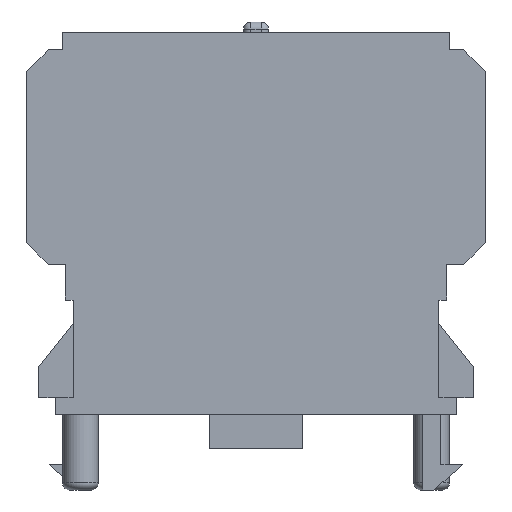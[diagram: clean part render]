
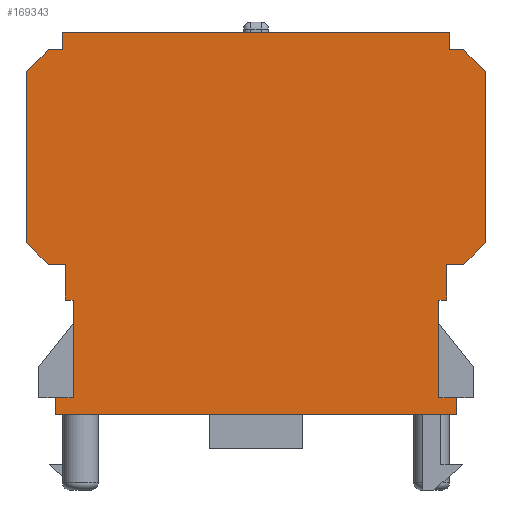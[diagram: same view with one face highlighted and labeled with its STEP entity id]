
A CAD part, left-side view. The second image highlights one B-rep face of the part: STEP entity #169343.
In plain terms, the highlighted planar face has unit normal (-1, 0, 0).
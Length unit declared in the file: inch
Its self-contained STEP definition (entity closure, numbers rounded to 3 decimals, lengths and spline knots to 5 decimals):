
#36083=CARTESIAN_POINT('',(-0.72343,-0.50197,-0.15945));
#36084=VERTEX_POINT('',#36083);
#36091=CARTESIAN_POINT('',(-0.72343,-0.55118,-0.15945));
#36092=VERTEX_POINT('',#36091);
#36093=CARTESIAN_POINT('',(-0.72343,-0.50197,-0.15945));
#36094=DIRECTION('',(0.0,-1.0,0.0));
#36095=VECTOR('',#36094,0.04921);
#36096=LINE('',#36093,#36095);
#36097=EDGE_CURVE('',#36084,#36092,#36096,.T.);
#36627=CARTESIAN_POINT('',(-0.72343,0.55118,-0.15945));
#36628=VERTEX_POINT('',#36627);
#36635=CARTESIAN_POINT('',(-0.72343,0.50197,-0.15945));
#36636=VERTEX_POINT('',#36635);
#36637=CARTESIAN_POINT('',(-0.72343,0.50197,-0.15945));
#36638=DIRECTION('',(0.0,1.0,0.0));
#36639=VECTOR('',#36638,0.04921);
#36640=LINE('',#36637,#36639);
#36641=EDGE_CURVE('',#36636,#36628,#36640,.T.);
#91113=CARTESIAN_POINT('',(-0.72343,-0.5315,0.84252));
#91114=VERTEX_POINT('',#91113);
#91115=CARTESIAN_POINT('',(-0.72343,0.5315,0.84252));
#91116=VERTEX_POINT('',#91115);
#91117=CARTESIAN_POINT('',(-0.72343,-0.5315,0.84252));
#91118=DIRECTION('',(0.0,1.0,0.0));
#91119=VECTOR('',#91118,1.06299);
#91120=LINE('',#91117,#91119);
#91121=EDGE_CURVE('',#91114,#91116,#91120,.T.);
#103712=CARTESIAN_POINT('',(-0.72343,0.5315,0.79528));
#103713=VERTEX_POINT('',#103712);
#103720=CARTESIAN_POINT('',(-0.72343,0.5315,0.84252));
#103721=DIRECTION('',(0.0,0.0,-1.0));
#103722=VECTOR('',#103721,0.04724);
#103723=LINE('',#103720,#103722);
#103724=EDGE_CURVE('',#91116,#103713,#103723,.T.);
#103735=CARTESIAN_POINT('',(-0.72343,-0.5315,0.79528));
#103736=VERTEX_POINT('',#103735);
#103737=CARTESIAN_POINT('',(-0.72343,-0.5315,0.84252));
#103738=DIRECTION('',(0.0,0.0,-1.0));
#103739=VECTOR('',#103738,0.04724);
#103740=LINE('',#103737,#103739);
#103741=EDGE_CURVE('',#91114,#103736,#103740,.T.);
#103884=CARTESIAN_POINT('',(-0.72343,-0.57087,0.79528));
#103885=VERTEX_POINT('',#103884);
#103886=CARTESIAN_POINT('',(-0.72343,-0.57087,0.79528));
#103887=DIRECTION('',(0.0,1.0,0.0));
#103888=VECTOR('',#103887,0.03937);
#103889=LINE('',#103886,#103888);
#103890=EDGE_CURVE('',#103885,#103736,#103889,.T.);
#103940=CARTESIAN_POINT('',(-0.72343,0.57087,0.79528));
#103941=VERTEX_POINT('',#103940);
#103948=CARTESIAN_POINT('',(-0.72343,0.5315,0.79528));
#103949=DIRECTION('',(0.0,1.0,0.0));
#103950=VECTOR('',#103949,0.03937);
#103951=LINE('',#103948,#103950);
#103952=EDGE_CURVE('',#103713,#103941,#103951,.T.);
#145467=CARTESIAN_POINT('',(-0.72343,0.52362,0.20669));
#145468=VERTEX_POINT('',#145467);
#145475=CARTESIAN_POINT('',(-0.72343,0.57087,0.20669));
#145476=VERTEX_POINT('',#145475);
#145477=CARTESIAN_POINT('',(-0.72343,0.57087,0.20669));
#145478=DIRECTION('',(0.0,-1.0,0.0));
#145479=VECTOR('',#145478,0.04724);
#145480=LINE('',#145477,#145479);
#145481=EDGE_CURVE('',#145476,#145468,#145480,.T.);
#145658=CARTESIAN_POINT('',(-0.72343,0.62992,0.73622));
#145659=VERTEX_POINT('',#145658);
#145660=CARTESIAN_POINT('',(-0.72343,0.62992,0.73622));
#145661=DIRECTION('',(0.0,-0.707,0.707));
#145662=VECTOR('',#145661,0.08352);
#145663=LINE('',#145660,#145662);
#145664=EDGE_CURVE('',#145659,#103941,#145663,.T.);
#145738=CARTESIAN_POINT('',(-0.72343,0.62992,0.26575));
#145739=VERTEX_POINT('',#145738);
#145746=CARTESIAN_POINT('',(-0.72343,0.62992,0.26575));
#145747=DIRECTION('',(0.0,0.0,1.0));
#145748=VECTOR('',#145747,0.47047);
#145749=LINE('',#145746,#145748);
#145750=EDGE_CURVE('',#145739,#145659,#145749,.T.);
#145760=CARTESIAN_POINT('',(-0.72343,0.57087,0.20669));
#145761=DIRECTION('',(0.0,0.707,0.707));
#145762=VECTOR('',#145761,0.08352);
#145763=LINE('',#145760,#145762);
#145764=EDGE_CURVE('',#145476,#145739,#145763,.T.);
#147246=CARTESIAN_POINT('',(-0.72343,-0.62992,0.73622));
#147247=VERTEX_POINT('',#147246);
#147248=CARTESIAN_POINT('',(-0.72343,-0.57087,0.79528));
#147249=DIRECTION('',(0.0,-0.707,-0.707));
#147250=VECTOR('',#147249,0.08352);
#147251=LINE('',#147248,#147250);
#147252=EDGE_CURVE('',#103885,#147247,#147251,.T.);
#147335=CARTESIAN_POINT('',(-0.72343,-0.62992,0.26575));
#147336=VERTEX_POINT('',#147335);
#147337=CARTESIAN_POINT('',(-0.72343,-0.62992,0.26575));
#147338=DIRECTION('',(0.0,0.0,1.0));
#147339=VECTOR('',#147338,0.47047);
#147340=LINE('',#147337,#147339);
#147341=EDGE_CURVE('',#147336,#147247,#147340,.T.);
#147367=CARTESIAN_POINT('',(-0.72343,-0.57087,0.20669));
#147368=VERTEX_POINT('',#147367);
#147369=CARTESIAN_POINT('',(-0.72343,-0.62992,0.26575));
#147370=DIRECTION('',(0.,0.707,-0.707));
#147371=VECTOR('',#147370,0.08352);
#147372=LINE('',#147369,#147371);
#147373=EDGE_CURVE('',#147336,#147368,#147372,.T.);
#147389=CARTESIAN_POINT('',(-0.72343,-0.52362,0.20669));
#147390=VERTEX_POINT('',#147389);
#147399=CARTESIAN_POINT('',(-0.72343,-0.52362,0.20669));
#147400=DIRECTION('',(0.0,-1.0,0.0));
#147401=VECTOR('',#147400,0.04724);
#147402=LINE('',#147399,#147401);
#147403=EDGE_CURVE('',#147390,#147368,#147402,.T.);
#161581=CARTESIAN_POINT('',(-0.72343,0.50197,0.10827));
#161582=VERTEX_POINT('',#161581);
#161589=CARTESIAN_POINT('',(-0.72343,0.52362,0.10827));
#161590=VERTEX_POINT('',#161589);
#161591=CARTESIAN_POINT('',(-0.72343,0.50197,0.10827));
#161592=DIRECTION('',(0.0,1.0,0.0));
#161593=VECTOR('',#161592,0.02165);
#161594=LINE('',#161591,#161593);
#161595=EDGE_CURVE('',#161582,#161590,#161594,.T.);
#161688=CARTESIAN_POINT('',(-0.72343,-0.55118,-0.20669));
#161689=VERTEX_POINT('',#161688);
#161696=CARTESIAN_POINT('',(-0.72343,0.55118,-0.20669));
#161697=VERTEX_POINT('',#161696);
#161698=CARTESIAN_POINT('',(-0.72343,0.55118,-0.20669));
#161699=DIRECTION('',(0.0,-1.0,0.0));
#161700=VECTOR('',#161699,1.10236);
#161701=LINE('',#161698,#161700);
#161702=EDGE_CURVE('',#161697,#161689,#161701,.T.);
#164591=CARTESIAN_POINT('',(-0.72343,0.52362,0.10827));
#164592=DIRECTION('',(0.0,0.0,1.0));
#164593=VECTOR('',#164592,0.09843);
#164594=LINE('',#164591,#164593);
#164595=EDGE_CURVE('',#161590,#145468,#164594,.T.);
#164756=CARTESIAN_POINT('',(-0.72343,0.55118,-0.20669));
#164757=DIRECTION('',(0.0,0.0,1.0));
#164758=VECTOR('',#164757,0.04724);
#164759=LINE('',#164756,#164758);
#164760=EDGE_CURVE('',#161697,#36628,#164759,.T.);
#165119=CARTESIAN_POINT('',(-0.72343,-0.52362,0.10827));
#165120=VERTEX_POINT('',#165119);
#165127=CARTESIAN_POINT('',(-0.72343,-0.50197,0.10827));
#165128=VERTEX_POINT('',#165127);
#165129=CARTESIAN_POINT('',(-0.72343,-0.50197,0.10827));
#165130=DIRECTION('',(0.0,-1.0,0.0));
#165131=VECTOR('',#165130,0.02165);
#165132=LINE('',#165129,#165131);
#165133=EDGE_CURVE('',#165128,#165120,#165132,.T.);
#166251=CARTESIAN_POINT('',(-0.72343,-0.55118,-0.20669));
#166252=DIRECTION('',(0.0,0.0,1.0));
#166253=VECTOR('',#166252,0.04724);
#166254=LINE('',#166251,#166253);
#166255=EDGE_CURVE('',#161689,#36092,#166254,.T.);
#166331=CARTESIAN_POINT('',(-0.72343,-0.50197,0.10827));
#166332=DIRECTION('',(0.0,0.0,-1.0));
#166333=VECTOR('',#166332,0.26772);
#166334=LINE('',#166331,#166333);
#166335=EDGE_CURVE('',#165128,#36084,#166334,.T.);
#167647=CARTESIAN_POINT('',(-0.72343,-0.52362,0.10827));
#167648=DIRECTION('',(0.0,0.0,1.0));
#167649=VECTOR('',#167648,0.09843);
#167650=LINE('',#167647,#167649);
#167651=EDGE_CURVE('',#165120,#147390,#167650,.T.);
#169307=CARTESIAN_POINT('',(-0.72343,-0.50197,0.0));
#169308=DIRECTION('',(-1.0,0.0,0.0));
#169309=DIRECTION('',(0.0,0.0,1.0));
#169310=AXIS2_PLACEMENT_3D('',#169307,#169308,#169309);
#169311=PLANE('',#169310);
#169312=ORIENTED_EDGE('',*,*,#164595,.F.);
#169313=ORIENTED_EDGE('',*,*,#161595,.F.);
#169314=CARTESIAN_POINT('',(-0.72343,0.50197,-0.15945));
#169315=DIRECTION('',(0.0,0.0,1.0));
#169316=VECTOR('',#169315,0.26772);
#169317=LINE('',#169314,#169316);
#169318=EDGE_CURVE('',#36636,#161582,#169317,.T.);
#169319=ORIENTED_EDGE('',*,*,#169318,.F.);
#169320=ORIENTED_EDGE('',*,*,#36641,.T.);
#169321=ORIENTED_EDGE('',*,*,#164760,.F.);
#169322=ORIENTED_EDGE('',*,*,#161702,.T.);
#169323=ORIENTED_EDGE('',*,*,#166255,.T.);
#169324=ORIENTED_EDGE('',*,*,#36097,.F.);
#169325=ORIENTED_EDGE('',*,*,#166335,.F.);
#169326=ORIENTED_EDGE('',*,*,#165133,.T.);
#169327=ORIENTED_EDGE('',*,*,#167651,.T.);
#169328=ORIENTED_EDGE('',*,*,#147403,.T.);
#169329=ORIENTED_EDGE('',*,*,#147373,.F.);
#169330=ORIENTED_EDGE('',*,*,#147341,.T.);
#169331=ORIENTED_EDGE('',*,*,#147252,.F.);
#169332=ORIENTED_EDGE('',*,*,#103890,.T.);
#169333=ORIENTED_EDGE('',*,*,#103741,.F.);
#169334=ORIENTED_EDGE('',*,*,#91121,.T.);
#169335=ORIENTED_EDGE('',*,*,#103724,.T.);
#169336=ORIENTED_EDGE('',*,*,#103952,.T.);
#169337=ORIENTED_EDGE('',*,*,#145664,.F.);
#169338=ORIENTED_EDGE('',*,*,#145750,.F.);
#169339=ORIENTED_EDGE('',*,*,#145764,.F.);
#169340=ORIENTED_EDGE('',*,*,#145481,.T.);
#169341=EDGE_LOOP('',(#169312,#169313,#169319,#169320,#169321,#169322,#169323,#169324,#169325,#169326,#169327,#169328,#169329,#169330,#169331,#169332,#169333,#169334,#169335,#169336,#169337,#169338,#169339,#169340));
#169342=FACE_OUTER_BOUND('',#169341,.T.);
#169343=ADVANCED_FACE('',(#169342),#169311,.T.);
